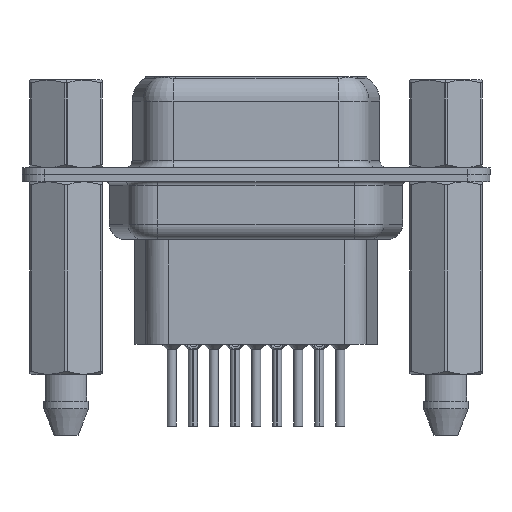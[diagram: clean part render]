
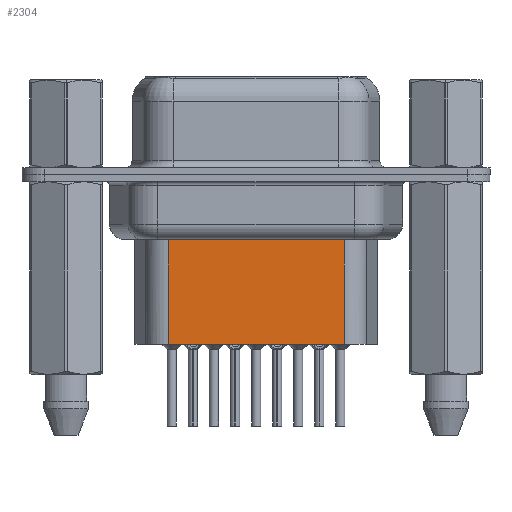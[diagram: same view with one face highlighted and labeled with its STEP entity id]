
A CAD part, front view. The second image highlights one B-rep face of the part: STEP entity #2304.
In plain terms, the highlighted planar face has unit normal (0, -1, 0).
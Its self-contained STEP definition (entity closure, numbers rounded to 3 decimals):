
#2292 = VERTEX_POINT ( 'NONE', #27350 ) ;
#2304 = ADVANCED_FACE ( 'NONE', ( #6012 ), #3915, .T. ) ;
#2349 = VERTEX_POINT ( 'NONE', #14689 ) ;
#3093 = ORIENTED_EDGE ( 'NONE', *, *, #17472, .T. ) ;
#3915 = PLANE ( 'NONE',  #17697 ) ;
#5097 = LINE ( 'NONE', #18244, #9325 ) ;
#5246 = DIRECTION ( 'NONE',  ( 0., 0., -1. ) ) ;
#5657 = VECTOR ( 'NONE', #24307, 1000. ) ;
#6012 = FACE_OUTER_BOUND ( 'NONE', #14400, .T. ) ;
#6250 = ORIENTED_EDGE ( 'NONE', *, *, #19987, .T. ) ;
#6916 = VERTEX_POINT ( 'NONE', #15726 ) ;
#7563 = LINE ( 'NONE', #10075, #14756 ) ;
#7857 = CARTESIAN_POINT ( 'NONE',  ( 18.294, -3.5, -3.1 ) ) ;
#8116 = DIRECTION ( 'NONE',  ( 1., 0., 0. ) ) ;
#8669 = DIRECTION ( 'NONE',  ( 0., -1., 0. ) ) ;
#9325 = VECTOR ( 'NONE', #5246, 1000. ) ;
#10075 = CARTESIAN_POINT ( 'NONE',  ( 6.459, -3.5, -4.097 ) ) ;
#10699 = VECTOR ( 'NONE', #22368, 1000. ) ;
#11471 = ORIENTED_EDGE ( 'NONE', *, *, #19030, .F. ) ;
#12440 = DIRECTION ( 'NONE',  ( -1., 0., 0. ) ) ;
#13075 = EDGE_CURVE ( 'NONE', #2349, #6916, #15839, .T. ) ;
#14400 = EDGE_LOOP ( 'NONE', ( #24511, #6250, #3093, #11471 ) ) ;
#14689 = CARTESIAN_POINT ( 'NONE',  ( 18.294, -3.5, -4.097 ) ) ;
#14756 = VECTOR ( 'NONE', #12440, 1000. ) ;
#15408 = CARTESIAN_POINT ( 'NONE',  ( 6.706, -3.5, -11.15 ) ) ;
#15726 = CARTESIAN_POINT ( 'NONE',  ( 18.294, -3.5, -11.15 ) ) ;
#15839 = LINE ( 'NONE', #7857, #5657 ) ;
#17472 = EDGE_CURVE ( 'NONE', #2292, #23318, #5097, .T. ) ;
#17697 = AXIS2_PLACEMENT_3D ( 'NONE', #22902, #8669, #8116 ) ;
#18244 = CARTESIAN_POINT ( 'NONE',  ( 6.706, -3.5, -3.1 ) ) ;
#19030 = EDGE_CURVE ( 'NONE', #6916, #23318, #26244, .T. ) ;
#19987 = EDGE_CURVE ( 'NONE', #2349, #2292, #7563, .T. ) ;
#22368 = DIRECTION ( 'NONE',  ( -1., 0., 0. ) ) ;
#22902 = CARTESIAN_POINT ( 'NONE',  ( 6.706, -3.5, -3.1 ) ) ;
#23318 = VERTEX_POINT ( 'NONE', #15408 ) ;
#24038 = CARTESIAN_POINT ( 'NONE',  ( 6.706, -3.5, -11.15 ) ) ;
#24307 = DIRECTION ( 'NONE',  ( 0., 0., -1. ) ) ;
#24511 = ORIENTED_EDGE ( 'NONE', *, *, #13075, .F. ) ;
#26244 = LINE ( 'NONE', #24038, #10699 ) ;
#27350 = CARTESIAN_POINT ( 'NONE',  ( 6.706, -3.5, -4.097 ) ) ;
